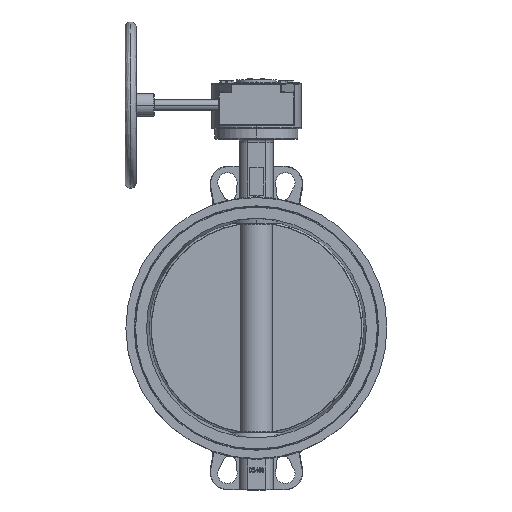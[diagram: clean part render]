
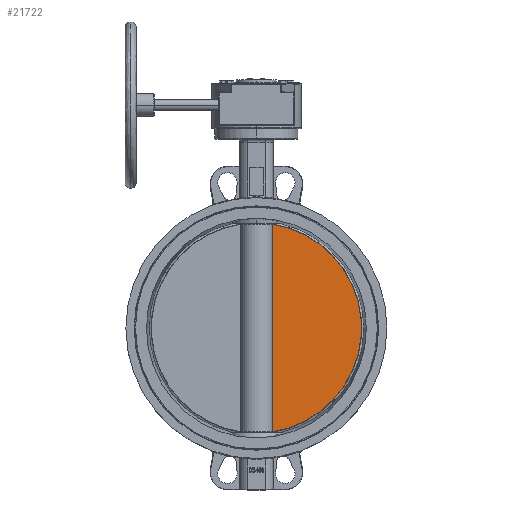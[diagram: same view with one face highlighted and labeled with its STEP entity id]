
A CAD part, top view. The second image highlights one B-rep face of the part: STEP entity #21722.
In plain terms, the highlighted planar face has unit normal (0, 0, 1).
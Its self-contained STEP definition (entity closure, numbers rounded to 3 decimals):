
#367 = DIRECTION ( 'NONE',  ( 0., -1., 0. ) ) ;
#423 = ORIENTED_EDGE ( 'NONE', *, *, #16192, .T. ) ;
#2022 = CARTESIAN_POINT ( 'NONE',  ( 28.914, -186.88, 8. ) ) ;
#2196 = DIRECTION ( 'NONE',  ( 0., -1., 0. ) ) ;
#2911 = CARTESIAN_POINT ( 'NONE',  ( 28.914, 186.88, 8. ) ) ;
#3975 = ORIENTED_EDGE ( 'NONE', *, *, #29085, .T. ) ;
#5990 = VECTOR ( 'NONE', #7503, 1000. ) ;
#6288 = CARTESIAN_POINT ( 'NONE',  ( 28.65, 187.134, 8. ) ) ;
#7503 = DIRECTION ( 'NONE',  ( 0., -1., 0. ) ) ;
#8940 = DIRECTION ( 'NONE',  ( 0., 0., 1. ) ) ;
#8993 = EDGE_LOOP ( 'NONE', ( #3975, #12726, #423, #39648 ) ) ;
#9109 = CARTESIAN_POINT ( 'NONE',  ( 0., 0., 8. ) ) ;
#10008 = CARTESIAN_POINT ( 'NONE',  ( 28.782, 187.007, 8. ) ) ;
#11747 = B_SPLINE_CURVE_WITH_KNOTS ( 'NONE', 3,
 ( #2022, #37407, #45171, #17057 ),
 .UNSPECIFIED., .F., .F.,
 ( 4, 4 ),
 ( 0., 0.001 ),
 .UNSPECIFIED. ) ;
#12046 = LINE ( 'NONE', #39080, #5990 ) ;
#12726 = ORIENTED_EDGE ( 'NONE', *, *, #26618, .T. ) ;
#13899 = PLANE ( 'NONE',  #25590 ) ;
#14793 = DIRECTION ( 'NONE',  ( 0., 0., 1. ) ) ;
#16192 = EDGE_CURVE ( 'NONE', #16556, #36046, #12046, .T. ) ;
#16556 = VERTEX_POINT ( 'NONE', #2911 ) ;
#17057 = CARTESIAN_POINT ( 'NONE',  ( 28.518, -187.261, 8. ) ) ;
#17693 = FACE_OUTER_BOUND ( 'NONE', #8993, .T. ) ;
#20336 = CARTESIAN_POINT ( 'NONE',  ( 28.518, 187.261, 8. ) ) ;
#21607 = CARTESIAN_POINT ( 'NONE',  ( 0., 0., 8. ) ) ;
#21722 = ADVANCED_FACE ( 'NONE', ( #17693 ), #13899, .T. ) ;
#25590 = AXIS2_PLACEMENT_3D ( 'NONE', #21607, #14793, #367 ) ;
#26618 = EDGE_CURVE ( 'NONE', #44803, #16556, #42150, .T. ) ;
#29085 = EDGE_CURVE ( 'NONE', #36057, #44803, #32227, .T. ) ;
#31473 = CARTESIAN_POINT ( 'NONE',  ( 28.914, -186.88, 8. ) ) ;
#32227 = CIRCLE ( 'NONE', #40860, 189.42 ) ;
#34047 = CARTESIAN_POINT ( 'NONE',  ( 28.518, 187.261, 8. ) ) ;
#36046 = VERTEX_POINT ( 'NONE', #31473 ) ;
#36057 = VERTEX_POINT ( 'NONE', #42043 ) ;
#37407 = CARTESIAN_POINT ( 'NONE',  ( 28.782, -187.007, 8. ) ) ;
#37569 = CARTESIAN_POINT ( 'NONE',  ( 28.914, 186.88, 8. ) ) ;
#39080 = CARTESIAN_POINT ( 'NONE',  ( 28.914, 225., 8. ) ) ;
#39648 = ORIENTED_EDGE ( 'NONE', *, *, #40542, .T. ) ;
#40542 = EDGE_CURVE ( 'NONE', #36046, #36057, #11747, .T. ) ;
#40860 = AXIS2_PLACEMENT_3D ( 'NONE', #9109, #8940, #2196 ) ;
#42043 = CARTESIAN_POINT ( 'NONE',  ( 28.518, -187.261, 8. ) ) ;
#42150 = B_SPLINE_CURVE_WITH_KNOTS ( 'NONE', 3,
 ( #34047, #6288, #10008, #37569 ),
 .UNSPECIFIED., .F., .F.,
 ( 4, 4 ),
 ( 0., 0.001 ),
 .UNSPECIFIED. ) ;
#44803 = VERTEX_POINT ( 'NONE', #20336 ) ;
#45171 = CARTESIAN_POINT ( 'NONE',  ( 28.65, -187.134, 8. ) ) ;
